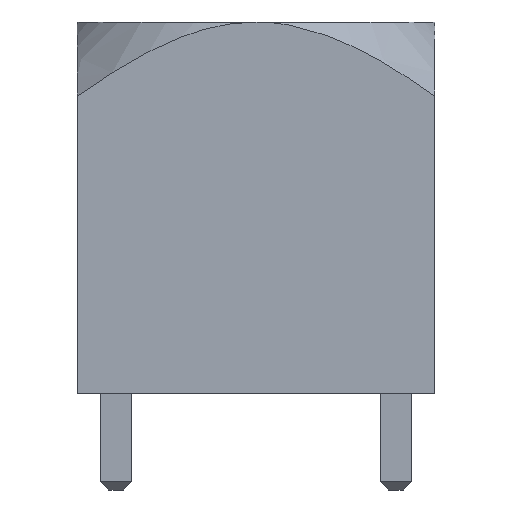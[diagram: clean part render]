
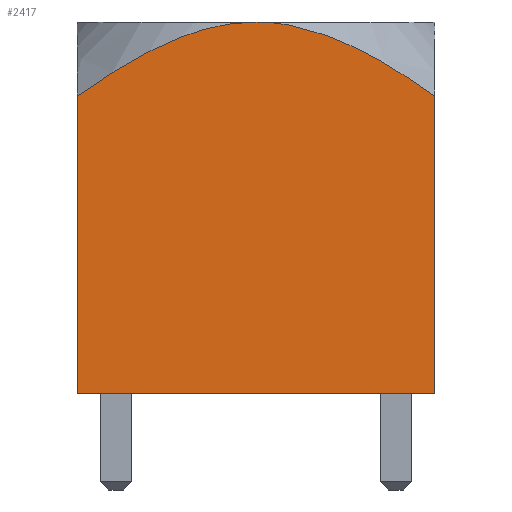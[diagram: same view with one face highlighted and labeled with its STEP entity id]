
A CAD part, left-side view. The second image highlights one B-rep face of the part: STEP entity #2417.
In plain terms, the highlighted planar face has unit normal (-1, 0, 0).
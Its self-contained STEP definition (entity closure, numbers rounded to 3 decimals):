
#23=B_SPLINE_CURVE_WITH_KNOTS('',3,(#3012,#3013,#3014,#3015,#3016,#3017,
#3018,#3019,#3020,#3021,#3022,#3023,#3024,#3025,#3026),.UNSPECIFIED.,.F.,
 .F.,(4,1,1,1,1,1,1,1,1,1,1,1,4),(0.,0.125,0.25,0.375,0.438,0.5,0.563,
0.625,0.688,0.75,0.813,0.875,1.),.UNSPECIFIED.);
#28=B_SPLINE_CURVE_WITH_KNOTS('',3,(#3107,#3108,#3109,#3110,#3111,#3112,
#3113,#3114,#3115,#3116,#3117,#3118,#3119,#3120,#3121,#3122,#3123),
 .UNSPECIFIED.,.F.,.F.,(4,1,1,1,1,1,1,1,1,1,1,1,1,1,4),(0.,0.125,0.188,
0.25,0.313,0.375,0.438,0.5,0.563,0.625,0.688,0.75,0.813,0.875,1.),
 .UNSPECIFIED.);
#453=ORIENTED_EDGE('',*,*,#713,.F.);
#454=ORIENTED_EDGE('',*,*,#510,.T.);
#455=ORIENTED_EDGE('',*,*,#500,.T.);
#456=ORIENTED_EDGE('',*,*,#616,.T.);
#457=ORIENTED_EDGE('',*,*,#671,.T.);
#500=EDGE_CURVE('',#721,#723,#23,.T.);
#510=EDGE_CURVE('',#730,#721,#28,.T.);
#616=EDGE_CURVE('',#723,#809,#962,.T.);
#671=EDGE_CURVE('',#809,#839,#1015,.T.);
#713=EDGE_CURVE('',#730,#839,#1057,.T.);
#721=VERTEX_POINT('',#2992);
#723=VERTEX_POINT('',#3011);
#730=VERTEX_POINT('',#3124);
#809=VERTEX_POINT('',#3356);
#839=VERTEX_POINT('',#3457);
#962=LINE('',#3355,#1170);
#1015=LINE('',#3456,#1223);
#1057=LINE('',#3548,#1265);
#1170=VECTOR('',#2749,1000.);
#1223=VECTOR('',#2838,1000.);
#1265=VECTOR('',#2956,1000.);
#1376=EDGE_LOOP('',(#453,#454,#455,#456,#457));
#1494=FACE_BOUND('',#1376,.T.);
#1590=PLANE('',#2533);
#2417=ADVANCED_FACE('',(#1494),#1590,.F.);
#2533=AXIS2_PLACEMENT_3D('',#3547,#2954,#2955);
#2749=DIRECTION('',(0.,0.,-1.));
#2838=DIRECTION('',(0.,-1.,0.));
#2954=DIRECTION('',(1.,0.,0.));
#2955=DIRECTION('',(0.,0.,1.));
#2956=DIRECTION('',(0.,0.,-1.));
#2992=CARTESIAN_POINT('',(-6.5,0.,13.5));
#3011=CARTESIAN_POINT('',(-6.5,6.5,10.808));
#3012=CARTESIAN_POINT('',(-6.5,0.,13.5));
#3013=CARTESIAN_POINT('',(-6.5,0.29,13.5));
#3014=CARTESIAN_POINT('',(-6.5,0.867,13.463));
#3015=CARTESIAN_POINT('',(-6.5,1.794,13.274));
#3016=CARTESIAN_POINT('',(-6.5,2.447,13.062));
#3017=CARTESIAN_POINT('',(-6.5,3.01,12.841));
#3018=CARTESIAN_POINT('',(-6.5,3.468,12.636));
#3019=CARTESIAN_POINT('',(-6.5,3.817,12.464));
#3020=CARTESIAN_POINT('',(-6.5,4.21,12.258));
#3021=CARTESIAN_POINT('',(-6.5,4.598,12.04));
#3022=CARTESIAN_POINT('',(-6.5,5.028,11.784));
#3023=CARTESIAN_POINT('',(-6.5,5.362,11.575));
#3024=CARTESIAN_POINT('',(-6.5,5.858,11.253));
#3025=CARTESIAN_POINT('',(-6.5,6.238,10.993));
#3026=CARTESIAN_POINT('',(-6.5,6.5,10.808));
#3107=CARTESIAN_POINT('',(-6.5,-6.5,10.808));
#3108=CARTESIAN_POINT('',(-6.5,-6.239,10.992));
#3109=CARTESIAN_POINT('',(-6.5,-5.86,11.252));
#3110=CARTESIAN_POINT('',(-6.5,-5.364,11.574));
#3111=CARTESIAN_POINT('',(-6.5,-5.03,11.783));
#3112=CARTESIAN_POINT('',(-6.5,-4.604,12.037));
#3113=CARTESIAN_POINT('',(-6.5,-4.217,12.254));
#3114=CARTESIAN_POINT('',(-6.5,-3.825,12.46));
#3115=CARTESIAN_POINT('',(-6.5,-3.478,12.631));
#3116=CARTESIAN_POINT('',(-6.5,-3.021,12.836));
#3117=CARTESIAN_POINT('',(-6.5,-2.607,13.));
#3118=CARTESIAN_POINT('',(-6.5,-2.187,13.145));
#3119=CARTESIAN_POINT('',(-6.5,-1.804,13.258));
#3120=CARTESIAN_POINT('',(-6.5,-1.331,13.37));
#3121=CARTESIAN_POINT('',(-6.5,-0.739,13.469));
#3122=CARTESIAN_POINT('',(-6.5,-0.293,13.5));
#3123=CARTESIAN_POINT('',(-6.5,0.,13.5));
#3124=CARTESIAN_POINT('',(-6.5,-6.5,10.808));
#3355=CARTESIAN_POINT('',(-6.5,6.5,13.5));
#3356=CARTESIAN_POINT('',(-6.5,6.5,0.));
#3456=CARTESIAN_POINT('',(-6.5,6.5,0.));
#3457=CARTESIAN_POINT('',(-6.5,-6.5,0.));
#3547=CARTESIAN_POINT('',(-6.5,6.5,13.5));
#3548=CARTESIAN_POINT('',(-6.5,-6.5,13.5));
